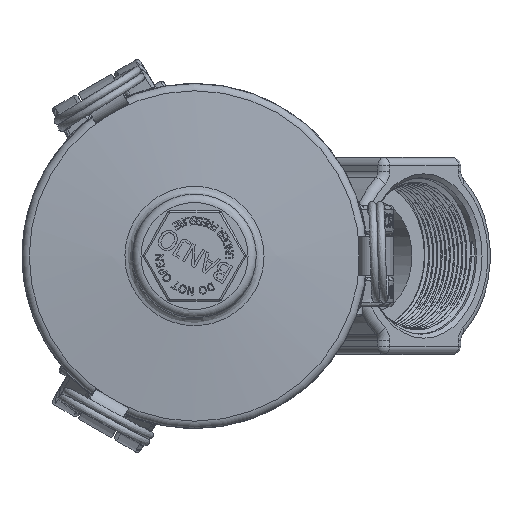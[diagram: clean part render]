
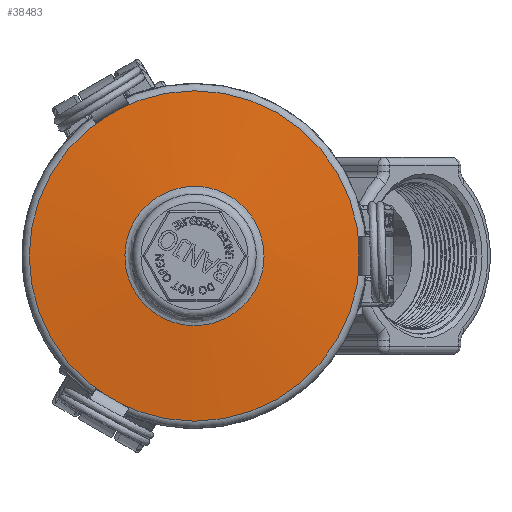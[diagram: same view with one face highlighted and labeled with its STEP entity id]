
A CAD part, front view. The second image highlights one B-rep face of the part: STEP entity #38483.
In plain terms, the highlighted spherical face has radius 533.908 mm.
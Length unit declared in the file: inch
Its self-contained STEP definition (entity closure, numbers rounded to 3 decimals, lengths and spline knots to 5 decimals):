
#180=SPHERICAL_SURFACE('',#41753,21.02);
#1933=FACE_BOUND('',#6245,.T.);
#3849=FACE_OUTER_BOUND('',#6244,.T.);
#6244=EDGE_LOOP('',(#29970,#29971));
#6245=EDGE_LOOP('',(#29972));
#8344=CIRCLE('',#41754,2.51496);
#8345=CIRCLE('',#41755,2.51496);
#9590=B_SPLINE_CURVE_WITH_KNOTS('',3,(#79961,#79962,#79963,#79964,#79965,
#79966,#79967,#79968,#79969,#79970,#79971,#79972,#79973,#79974,#79975,#79976,
#79977,#79978,#79979,#79980,#79981,#79982,#79983,#79984),.UNSPECIFIED.,
 .T.,.F.,(4,1,1,1,1,1,1,1,1,1,1,1,1,1,1,1,1,1,1,1,1,4),(-25.33901,
-24.43404,-24.13239,-23.52908,-22.92577,
-22.52356,-21.71915,-21.31694,-20.91474,
-20.51253,-18.9037,-18.09929,-17.69708,
-16.49046,-15.68605,-14.88164,-13.27281,
-12.06619,-10.85957,-9.65295,-9.04964,
-8.44634),.UNSPECIFIED.);
#17568=VERTEX_POINT('',#79959);
#17570=VERTEX_POINT('',#80015);
#17571=VERTEX_POINT('',#80016);
#22051=EDGE_CURVE('',#17568,#17568,#9590,.T.);
#22054=EDGE_CURVE('',#17570,#17571,#8344,.T.);
#22055=EDGE_CURVE('',#17571,#17570,#8345,.T.);
#29970=ORIENTED_EDGE('',*,*,#22054,.F.);
#29971=ORIENTED_EDGE('',*,*,#22055,.F.);
#29972=ORIENTED_EDGE('',*,*,#22051,.F.);
#38483=ADVANCED_FACE('',(#3849,#1933),#180,.T.);
#41753=AXIS2_PLACEMENT_3D('',#80014,#47199,#47200);
#41754=AXIS2_PLACEMENT_3D('',#80017,#47201,#47202);
#41755=AXIS2_PLACEMENT_3D('',#80018,#47203,#47204);
#47199=DIRECTION('center_axis',(0.,0.,1.));
#47200=DIRECTION('ref_axis',(1.,0.,0.));
#47201=DIRECTION('center_axis',(-1.,0.,0.));
#47202=DIRECTION('ref_axis',(0.,-1.,0.));
#47203=DIRECTION('center_axis',(-1.,0.,0.));
#47204=DIRECTION('ref_axis',(0.,-1.,0.));
#79959=CARTESIAN_POINT('',(2.62788,1.05859,-0.00086));
#79961=CARTESIAN_POINT('Ctrl Pts',(2.62788,1.05859,-0.00086));
#79962=CARTESIAN_POINT('Ctrl Pts',(2.62788,1.05868,0.11748));
#79963=CARTESIAN_POINT('Ctrl Pts',(2.62788,1.03164,0.27687));
#79964=CARTESIAN_POINT('Ctrl Pts',(2.62788,0.94127,0.49568));
#79965=CARTESIAN_POINT('Ctrl Pts',(2.62788,0.83466,0.66547));
#79966=CARTESIAN_POINT('Ctrl Pts',(2.62788,0.6854,0.815));
#79967=CARTESIAN_POINT('Ctrl Pts',(2.62788,0.48753,0.95005));
#79968=CARTESIAN_POINT('Ctrl Pts',(2.62788,0.29009,1.02768));
#79969=CARTESIAN_POINT('Ctrl Pts',(2.62788,0.07929,
1.05964));
#79970=CARTESIAN_POINT('Ctrl Pts',(2.62788,-0.07839,
1.05951));
#79971=CARTESIAN_POINT('Ctrl Pts',(2.62788,-0.39392,
1.01292));
#79972=CARTESIAN_POINT('Ctrl Pts',(2.62788,-0.7274,
0.81998));
#79973=CARTESIAN_POINT('Ctrl Pts',(2.62788,-0.93788,0.5102));
#79974=CARTESIAN_POINT('Ctrl Pts',(2.62788,-1.05415,0.21502));
#79975=CARTESIAN_POINT('Ctrl Pts',(2.62788,-1.07838,-0.10958));
#79976=CARTESIAN_POINT('Ctrl Pts',(2.62788,-0.96876,
-0.46371));
#79977=CARTESIAN_POINT('Ctrl Pts',(2.62788,-0.7293,
-0.81886));
#79978=CARTESIAN_POINT('Ctrl Pts',(2.62788,-0.2998,
-1.06728));
#79979=CARTESIAN_POINT('Ctrl Pts',(2.62788,0.24242,-1.06743));
#79980=CARTESIAN_POINT('Ctrl Pts',(2.62788,0.68146,-0.85709));
#79981=CARTESIAN_POINT('Ctrl Pts',(2.62788,0.93518,-0.53911));
#79982=CARTESIAN_POINT('Ctrl Pts',(2.62788,1.04035,-0.23906));
#79983=CARTESIAN_POINT('Ctrl Pts',(2.62788,1.05852,-0.07975));
#79984=CARTESIAN_POINT('Ctrl Pts',(2.62788,1.05859,-0.00086));
#80014=CARTESIAN_POINT('Origin',(-18.36545,0.,0.));
#80015=CARTESIAN_POINT('',(2.50356,2.51496,0.));
#80016=CARTESIAN_POINT('',(2.50356,0.,2.51496));
#80017=CARTESIAN_POINT('Origin',(2.50356,0.,0.));
#80018=CARTESIAN_POINT('Origin',(2.50356,0.,0.));
